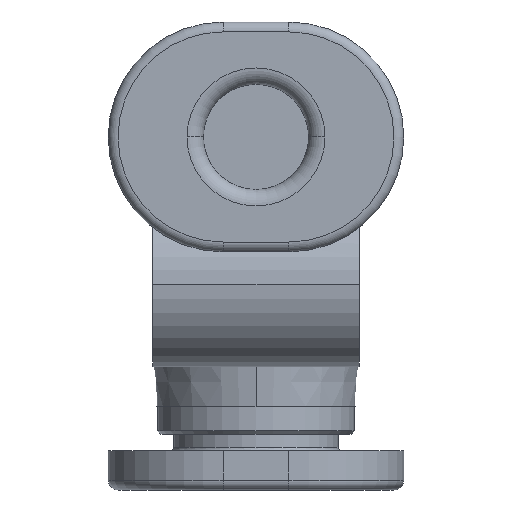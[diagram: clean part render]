
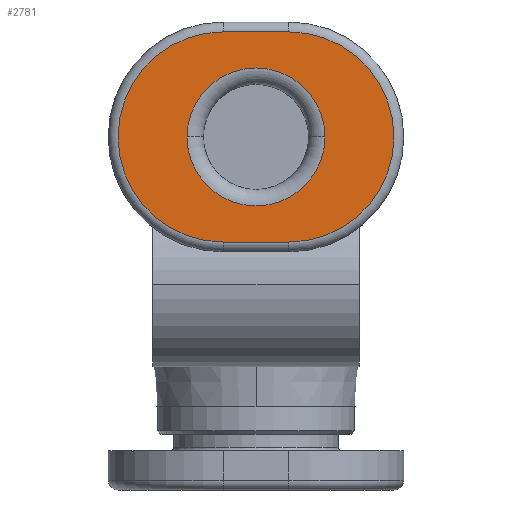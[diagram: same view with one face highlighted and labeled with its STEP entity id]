
A CAD part, front view. The second image highlights one B-rep face of the part: STEP entity #2781.
In plain terms, the highlighted planar face has unit normal (0, -1, 0).
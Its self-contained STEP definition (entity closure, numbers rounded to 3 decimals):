
#823=CARTESIAN_POINT('',(2.1,-10.75,3.625));
#824=VERTEX_POINT('',#823);
#832=CARTESIAN_POINT('',(-2.1,-10.75,3.625));
#833=VERTEX_POINT('',#832);
#834=CARTESIAN_POINT('',(0.0,-10.75,3.625));
#835=DIRECTION('',(0.0,-1.0,0.0));
#836=DIRECTION('',(-1.0,0.0,0.0));
#837=AXIS2_PLACEMENT_3D('',#834,#835,#836);
#838=CIRCLE('',#837,2.1);
#839=EDGE_CURVE('',#824,#833,#838,.T.);
#2594=CARTESIAN_POINT('',(-1.0,-10.75,0.425));
#2595=VERTEX_POINT('',#2594);
#2596=CARTESIAN_POINT('',(-1.0,-10.75,6.825));
#2597=VERTEX_POINT('',#2596);
#2598=CARTESIAN_POINT('',(-1.0,-10.75,3.625));
#2599=DIRECTION('',(0.0,1.0,0.0));
#2600=DIRECTION('',(-1.0,0.0,0.0));
#2601=AXIS2_PLACEMENT_3D('',#2598,#2599,#2600);
#2602=CIRCLE('',#2601,3.2);
#2603=EDGE_CURVE('',#2595,#2597,#2602,.T.);
#2638=CARTESIAN_POINT('',(1.0,-10.75,6.825));
#2639=VERTEX_POINT('',#2638);
#2640=CARTESIAN_POINT('',(-1.0,-10.75,6.825));
#2641=DIRECTION('',(1.0,0.0,0.0));
#2642=VECTOR('',#2641,2.0);
#2643=LINE('',#2640,#2642);
#2644=EDGE_CURVE('',#2597,#2639,#2643,.T.);
#2678=CARTESIAN_POINT('',(1.0,-10.75,0.425));
#2679=VERTEX_POINT('',#2678);
#2687=CARTESIAN_POINT('',(1.0,-10.75,0.425));
#2688=DIRECTION('',(-1.0,0.0,0.0));
#2689=VECTOR('',#2688,2.0);
#2690=LINE('',#2687,#2689);
#2691=EDGE_CURVE('',#2679,#2595,#2690,.T.);
#2702=CARTESIAN_POINT('',(1.0,-10.75,3.625));
#2703=DIRECTION('',(0.0,1.0,0.0));
#2704=DIRECTION('',(1.0,0.0,0.0));
#2705=AXIS2_PLACEMENT_3D('',#2702,#2703,#2704);
#2706=CIRCLE('',#2705,3.2);
#2707=EDGE_CURVE('',#2639,#2679,#2706,.T.);
#2760=CARTESIAN_POINT('',(0.0,-10.75,3.625));
#2761=DIRECTION('',(0.0,1.0,0.0));
#2762=DIRECTION('',(1.0,0.0,0.0));
#2763=AXIS2_PLACEMENT_3D('',#2760,#2761,#2762);
#2764=PLANE('',#2763);
#2765=ORIENTED_EDGE('',*,*,#2603,.F.);
#2766=ORIENTED_EDGE('',*,*,#2691,.F.);
#2767=ORIENTED_EDGE('',*,*,#2707,.F.);
#2768=ORIENTED_EDGE('',*,*,#2644,.F.);
#2769=EDGE_LOOP('',(#2765,#2766,#2767,#2768));
#2770=FACE_OUTER_BOUND('',#2769,.T.);
#2771=ORIENTED_EDGE('',*,*,#839,.F.);
#2772=CARTESIAN_POINT('',(0.0,-10.75,3.625));
#2773=DIRECTION('',(0.0,-1.0,0.0));
#2774=DIRECTION('',(-1.0,0.0,0.0));
#2775=AXIS2_PLACEMENT_3D('',#2772,#2773,#2774);
#2776=CIRCLE('',#2775,2.1);
#2777=EDGE_CURVE('',#833,#824,#2776,.T.);
#2778=ORIENTED_EDGE('',*,*,#2777,.F.);
#2779=EDGE_LOOP('',(#2771,#2778));
#2780=FACE_BOUND('',#2779,.T.);
#2781=ADVANCED_FACE('',(#2770,#2780),#2764,.F.);
